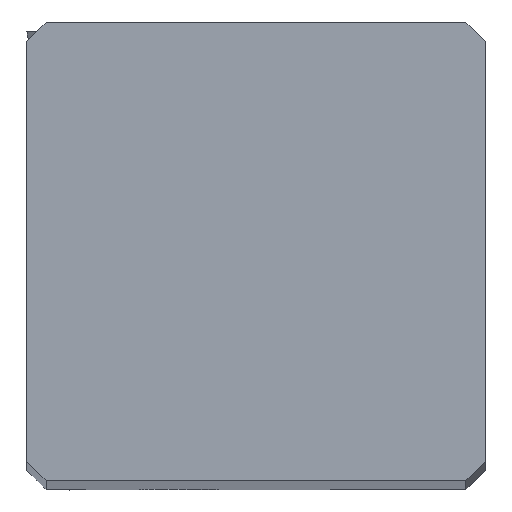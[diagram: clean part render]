
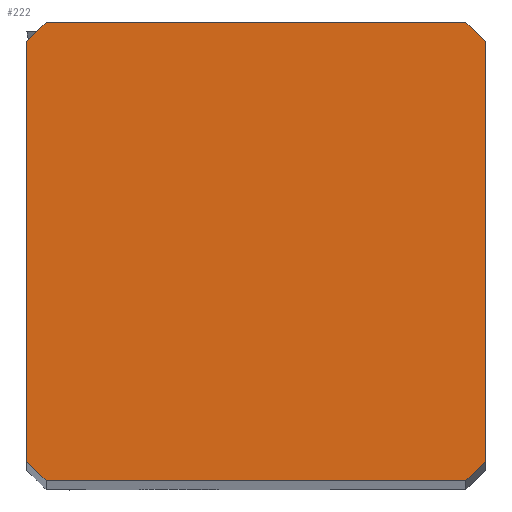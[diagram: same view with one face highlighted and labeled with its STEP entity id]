
A CAD part, top view. The second image highlights one B-rep face of the part: STEP entity #222.
In plain terms, the highlighted planar face has unit normal (0, 0, 1).
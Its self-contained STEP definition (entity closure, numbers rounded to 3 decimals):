
#142=FACE_OUTER_BOUND('',#351,.T.);
#222=ADVANCED_FACE('',(#142),#292,.T.);
#292=PLANE('',#1723);
#351=EDGE_LOOP('',(#549,#550,#551,#552,#553,#554,#555,#556));
#549=ORIENTED_EDGE('',*,*,#1088,.F.);
#550=ORIENTED_EDGE('',*,*,#1084,.F.);
#551=ORIENTED_EDGE('',*,*,#1049,.T.);
#552=ORIENTED_EDGE('',*,*,#1089,.F.);
#553=ORIENTED_EDGE('',*,*,#1090,.F.);
#554=ORIENTED_EDGE('',*,*,#1091,.F.);
#555=ORIENTED_EDGE('',*,*,#1092,.T.);
#556=ORIENTED_EDGE('',*,*,#1093,.F.);
#886=VERTEX_POINT('',#2420);
#887=VERTEX_POINT('',#2422);
#916=VERTEX_POINT('',#2510);
#918=VERTEX_POINT('',#2515);
#919=VERTEX_POINT('',#2520);
#920=VERTEX_POINT('',#2522);
#921=VERTEX_POINT('',#2524);
#922=VERTEX_POINT('',#2526);
#1049=EDGE_CURVE('',#887,#886,#1397,.T.);
#1084=EDGE_CURVE('',#887,#916,#1414,.T.);
#1088=EDGE_CURVE('',#916,#918,#1418,.T.);
#1089=EDGE_CURVE('',#919,#886,#1419,.T.);
#1090=EDGE_CURVE('',#920,#919,#1420,.T.);
#1091=EDGE_CURVE('',#921,#920,#1421,.T.);
#1092=EDGE_CURVE('',#921,#922,#1422,.T.);
#1093=EDGE_CURVE('',#918,#922,#1423,.T.);
#1397=LINE('',#2421,#1512);
#1414=LINE('',#2509,#1529);
#1418=LINE('',#2517,#1533);
#1419=LINE('',#2519,#1534);
#1420=LINE('',#2521,#1535);
#1421=LINE('',#2523,#1536);
#1422=LINE('',#2525,#1537);
#1423=LINE('',#2527,#1538);
#1512=VECTOR('',#1960,1.);
#1529=VECTOR('',#2021,1.);
#1533=VECTOR('',#2027,1.);
#1534=VECTOR('',#2030,1.);
#1535=VECTOR('',#2031,1.);
#1536=VECTOR('',#2032,1.);
#1537=VECTOR('',#2033,1.);
#1538=VECTOR('',#2034,1.);
#1723=AXIS2_PLACEMENT_3D('',#2528,#2035,#2036);
#1960=DIRECTION('',(1.,0.,0.));
#2021=DIRECTION('',(-0.707,0.707,0.));
#2027=DIRECTION('',(0.,1.,0.));
#2030=DIRECTION('',(-0.707,-0.707,0.));
#2031=DIRECTION('',(0.,-1.,0.));
#2032=DIRECTION('',(0.707,-0.707,0.));
#2033=DIRECTION('',(-1.,0.,0.));
#2034=DIRECTION('',(0.707,0.707,0.));
#2035=DIRECTION('',(0.,0.,1.));
#2036=DIRECTION('',(1.,0.,0.));
#2420=CARTESIAN_POINT('',(-0.5,0.,0.));
#2421=CARTESIAN_POINT('',(-11.5,0.,0.));
#2422=CARTESIAN_POINT('',(-11.5,0.,0.));
#2509=CARTESIAN_POINT('',(-11.5,0.,0.));
#2510=CARTESIAN_POINT('',(-12.,0.5,0.));
#2515=CARTESIAN_POINT('',(-12.,11.5,0.));
#2517=CARTESIAN_POINT('',(-12.,0.5,0.));
#2519=CARTESIAN_POINT('',(0.,0.5,0.));
#2520=CARTESIAN_POINT('',(0.,0.5,0.));
#2521=CARTESIAN_POINT('',(0.,11.5,0.));
#2522=CARTESIAN_POINT('',(0.,11.5,0.));
#2523=CARTESIAN_POINT('',(-0.5,12.,0.));
#2524=CARTESIAN_POINT('',(-0.5,12.,0.));
#2525=CARTESIAN_POINT('',(-0.5,12.,0.));
#2526=CARTESIAN_POINT('',(-11.5,12.,0.));
#2527=CARTESIAN_POINT('',(-12.,11.5,0.));
#2528=CARTESIAN_POINT('',(-6.,6.,0.));
